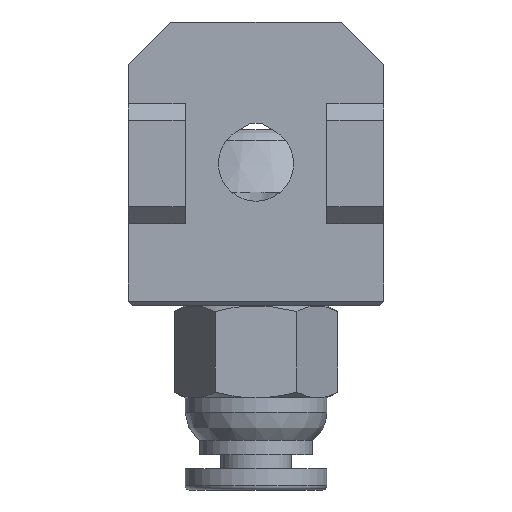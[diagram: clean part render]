
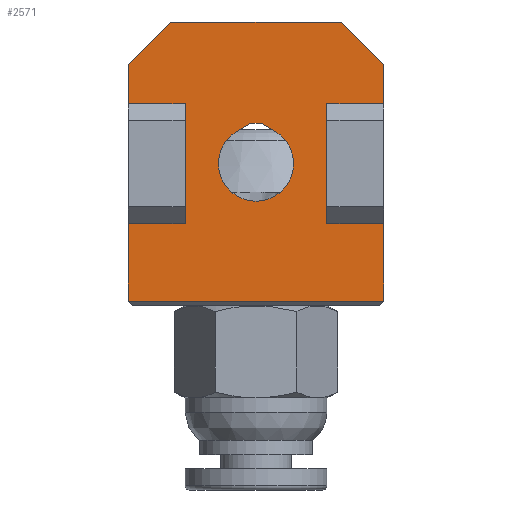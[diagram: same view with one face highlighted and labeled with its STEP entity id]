
A CAD part, front view. The second image highlights one B-rep face of the part: STEP entity #2571.
In plain terms, the highlighted planar face has unit normal (0, -1, 0).
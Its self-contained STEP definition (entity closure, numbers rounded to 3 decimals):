
#70=FACE_BOUND('',#398,.T.);
#92=PLANE('',#2780);
#242=FACE_OUTER_BOUND('',#397,.T.);
#397=EDGE_LOOP('',(#2008,#2009,#2010,#2011,#2012,#2013,#2014,#2015,#2016,
#2017,#2018,#2019,#2020,#2021));
#398=EDGE_LOOP('',(#2022,#2023,#2024,#2025));
#533=CIRCLE('',#2781,2.65);
#682=LINE('',#5796,#908);
#687=LINE('',#5805,#913);
#688=LINE('',#5807,#914);
#689=LINE('',#5809,#915);
#690=LINE('',#5811,#916);
#691=LINE('',#5813,#917);
#692=LINE('',#5815,#918);
#693=LINE('',#5817,#919);
#694=LINE('',#5819,#920);
#695=LINE('',#5821,#921);
#696=LINE('',#5823,#922);
#697=LINE('',#5825,#923);
#698=LINE('',#5827,#924);
#699=LINE('',#5828,#925);
#700=LINE('',#5831,#926);
#701=LINE('',#5835,#927);
#702=LINE('',#5836,#928);
#908=VECTOR('',#3160,10.);
#913=VECTOR('',#3169,10.);
#914=VECTOR('',#3170,10.);
#915=VECTOR('',#3171,10.);
#916=VECTOR('',#3172,10.);
#917=VECTOR('',#3173,10.);
#918=VECTOR('',#3174,10.);
#919=VECTOR('',#3175,10.);
#920=VECTOR('',#3176,10.);
#921=VECTOR('',#3177,10.);
#922=VECTOR('',#3178,10.);
#923=VECTOR('',#3179,10.);
#924=VECTOR('',#3180,10.);
#925=VECTOR('',#3181,10.);
#926=VECTOR('',#3182,10.);
#927=VECTOR('',#3185,10.);
#928=VECTOR('',#3186,10.);
#1198=VERTEX_POINT('',#5791);
#1199=VERTEX_POINT('',#5795);
#1201=VERTEX_POINT('',#5804);
#1202=VERTEX_POINT('',#5806);
#1203=VERTEX_POINT('',#5808);
#1204=VERTEX_POINT('',#5810);
#1205=VERTEX_POINT('',#5812);
#1206=VERTEX_POINT('',#5814);
#1207=VERTEX_POINT('',#5816);
#1208=VERTEX_POINT('',#5818);
#1209=VERTEX_POINT('',#5820);
#1210=VERTEX_POINT('',#5822);
#1211=VERTEX_POINT('',#5824);
#1212=VERTEX_POINT('',#5826);
#1213=VERTEX_POINT('',#5829);
#1214=VERTEX_POINT('',#5830);
#1215=VERTEX_POINT('',#5832);
#1216=VERTEX_POINT('',#5834);
#1495=EDGE_CURVE('',#1199,#1198,#682,.T.);
#1500=EDGE_CURVE('',#1199,#1201,#687,.T.);
#1501=EDGE_CURVE('',#1201,#1202,#688,.T.);
#1502=EDGE_CURVE('',#1203,#1202,#689,.T.);
#1503=EDGE_CURVE('',#1203,#1204,#690,.T.);
#1504=EDGE_CURVE('',#1204,#1205,#691,.T.);
#1505=EDGE_CURVE('',#1206,#1205,#692,.T.);
#1506=EDGE_CURVE('',#1207,#1206,#693,.T.);
#1507=EDGE_CURVE('',#1208,#1207,#694,.T.);
#1508=EDGE_CURVE('',#1209,#1208,#695,.T.);
#1509=EDGE_CURVE('',#1209,#1210,#696,.T.);
#1510=EDGE_CURVE('',#1211,#1210,#697,.T.);
#1511=EDGE_CURVE('',#1211,#1212,#698,.T.);
#1512=EDGE_CURVE('',#1198,#1212,#699,.T.);
#1513=EDGE_CURVE('',#1213,#1214,#700,.T.);
#1514=EDGE_CURVE('',#1215,#1213,#533,.T.);
#1515=EDGE_CURVE('',#1216,#1215,#701,.T.);
#1516=EDGE_CURVE('',#1214,#1216,#702,.T.);
#2008=ORIENTED_EDGE('',*,*,#1495,.F.);
#2009=ORIENTED_EDGE('',*,*,#1500,.T.);
#2010=ORIENTED_EDGE('',*,*,#1501,.T.);
#2011=ORIENTED_EDGE('',*,*,#1502,.F.);
#2012=ORIENTED_EDGE('',*,*,#1503,.T.);
#2013=ORIENTED_EDGE('',*,*,#1504,.T.);
#2014=ORIENTED_EDGE('',*,*,#1505,.F.);
#2015=ORIENTED_EDGE('',*,*,#1506,.F.);
#2016=ORIENTED_EDGE('',*,*,#1507,.F.);
#2017=ORIENTED_EDGE('',*,*,#1508,.F.);
#2018=ORIENTED_EDGE('',*,*,#1509,.T.);
#2019=ORIENTED_EDGE('',*,*,#1510,.F.);
#2020=ORIENTED_EDGE('',*,*,#1511,.T.);
#2021=ORIENTED_EDGE('',*,*,#1512,.F.);
#2022=ORIENTED_EDGE('',*,*,#1513,.F.);
#2023=ORIENTED_EDGE('',*,*,#1514,.F.);
#2024=ORIENTED_EDGE('',*,*,#1515,.F.);
#2025=ORIENTED_EDGE('',*,*,#1516,.F.);
#2571=ADVANCED_FACE('',(#242,#70),#92,.T.);
#2780=AXIS2_PLACEMENT_3D('',#5803,#3167,#3168);
#2781=AXIS2_PLACEMENT_3D('',#5833,#3183,#3184);
#3160=DIRECTION('',(-1.,0.,0.));
#3167=DIRECTION('center_axis',(0.,-1.,0.));
#3168=DIRECTION('ref_axis',(-1.,0.,0.));
#3169=DIRECTION('',(0.,0.,1.));
#3170=DIRECTION('',(-1.,0.,0.));
#3171=DIRECTION('',(0.,0.,-1.));
#3172=DIRECTION('',(1.,0.,0.));
#3173=DIRECTION('',(0.,0.,1.));
#3174=DIRECTION('',(0.707,0.,-0.707));
#3175=DIRECTION('',(1.,0.,0.));
#3176=DIRECTION('',(0.707,0.,0.707));
#3177=DIRECTION('',(0.,0.,1.));
#3178=DIRECTION('',(1.,0.,0.));
#3179=DIRECTION('',(0.,0.,1.));
#3180=DIRECTION('',(-1.,0.,0.));
#3181=DIRECTION('',(0.,0.,1.));
#3182=DIRECTION('',(-0.866,0.,0.5));
#3183=DIRECTION('center_axis',(0.,-1.,0.));
#3184=DIRECTION('ref_axis',(-1.,0.,0.));
#3185=DIRECTION('',(-0.866,0.,-0.5));
#3186=DIRECTION('',(-1.,0.,0.));
#5791=CARTESIAN_POINT('',(0.,0.,-7.7));
#5795=CARTESIAN_POINT('',(18.,0.,-7.7));
#5796=CARTESIAN_POINT('',(13.5,0.,-7.7));
#5803=CARTESIAN_POINT('Origin',(18.,0.,0.));
#5804=CARTESIAN_POINT('',(18.,0.,-2.225));
#5805=CARTESIAN_POINT('',(18.,0.,0.));
#5806=CARTESIAN_POINT('',(14.,0.,-2.225));
#5807=CARTESIAN_POINT('',(18.,0.,-2.225));
#5808=CARTESIAN_POINT('',(14.,0.,6.225));
#5809=CARTESIAN_POINT('',(14.,0.,-0.112));
#5810=CARTESIAN_POINT('',(18.,0.,6.225));
#5811=CARTESIAN_POINT('',(18.,0.,6.225));
#5812=CARTESIAN_POINT('',(18.,0.,9.));
#5813=CARTESIAN_POINT('',(18.,0.,0.));
#5814=CARTESIAN_POINT('',(15.,0.,12.));
#5815=CARTESIAN_POINT('',(19.5,0.,7.5));
#5816=CARTESIAN_POINT('',(3.,0.,12.));
#5817=CARTESIAN_POINT('',(0.,0.,12.));
#5818=CARTESIAN_POINT('',(0.,0.,9.));
#5819=CARTESIAN_POINT('',(3.,0.,12.));
#5820=CARTESIAN_POINT('',(0.,0.,6.225));
#5821=CARTESIAN_POINT('',(0.,0.,0.));
#5822=CARTESIAN_POINT('',(4.,0.,6.225));
#5823=CARTESIAN_POINT('',(18.,0.,6.225));
#5824=CARTESIAN_POINT('',(4.,0.,-2.225));
#5825=CARTESIAN_POINT('',(4.,0.,4.113));
#5826=CARTESIAN_POINT('',(0.,0.,-2.225));
#5827=CARTESIAN_POINT('',(18.,0.,-2.225));
#5828=CARTESIAN_POINT('',(0.,0.,0.));
#5829=CARTESIAN_POINT('',(10.325,0.,4.295));
#5830=CARTESIAN_POINT('',(9.364,0.,4.85));
#5831=CARTESIAN_POINT('',(10.325,0.,4.295));
#5832=CARTESIAN_POINT('',(7.675,0.,4.295));
#5833=CARTESIAN_POINT('Origin',(9.,0.,2.));
#5834=CARTESIAN_POINT('',(8.636,0.,4.85));
#5835=CARTESIAN_POINT('',(8.156,0.,4.572));
#5836=CARTESIAN_POINT('',(9.182,0.,4.85));
